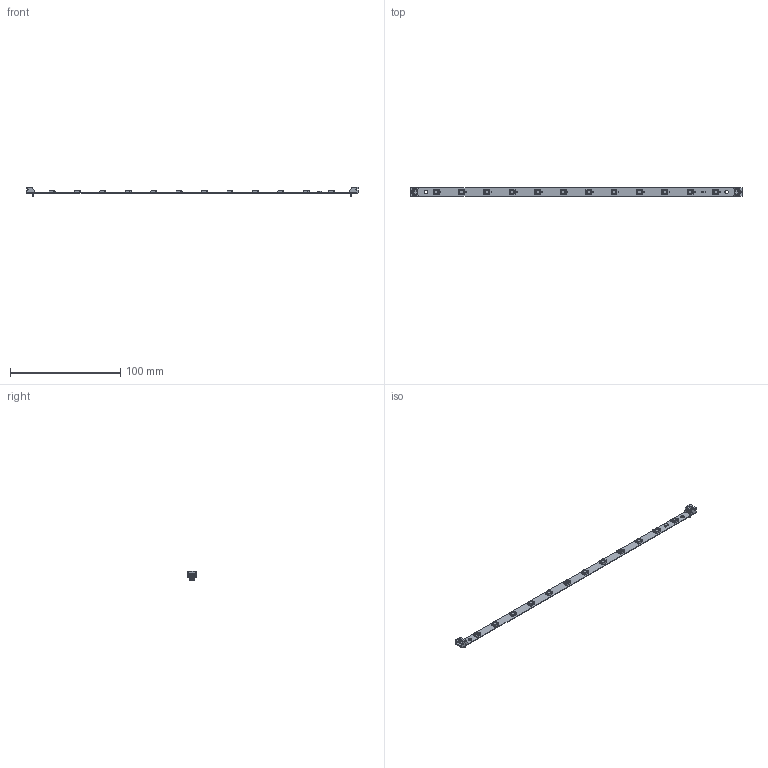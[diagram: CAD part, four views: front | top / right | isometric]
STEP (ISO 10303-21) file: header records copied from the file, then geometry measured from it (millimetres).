
FILE_DESCRIPTION(('KiCad electronic assembly'),'2;1');
FILE_NAME('Relit_A0.step','2023-07-10T14:52:06',('Pcbnew'),('Kicad'), 'Open CASCADE STEP processor 7.5','KiCad to STEP converter','Unknown' );
FILE_SCHEMA(('AUTOMOTIVE_DESIGN { 1 0 10303 214 1 1 1 1 }'));
Length unit declared in the file: millimetre
Products named in the file (10): Relit_A0 1; C_0402; SOLID; C_1206-C_1206_3216Metric; LED_WS2812_PLCC6_5.0x5.0mm_P1.6mm; JST-S3B-PH-K-S; _autosave-Relit_A0 PCB
Assembly tree (32 placements, depth 3):
  Relit_A0 1
    C_0402  x12
      SOLID
    C_1206-C_1206_3216Metric
      SOLID
    LED_WS2812_PLCC6_5.0x5.0mm_P1.6mm  x12
      SOLID
    JST-S3B-PH-K-S  x2
      SOLID
    _autosave-Relit_A0 PCB
Bounding box: 301 x 8.01 x 8.2 mm (x, y, z)
Volume: 2092.9 mm3; surface area: 7202.6 mm2
Topology: 28 solids, 28 shells, 1782 faces, 5102 edges, 3348 vertices
Faces by surface type: plane 1210, cylinder 536, bspline 24, cone 12
Full cylindrical faces by diameter (mm): 0.75 x6, 3.2 x2, 3.333 x12
Entity records: 22791 total; most frequent: CARTESIAN_POINT 4819, DIRECTION 3137, LINE 2130, VECTOR 2130, ORIENTED_EDGE 1652, PCURVE 1652, DEFINITIONAL_REPRESENTATION 1652, EDGE_CURVE 826
